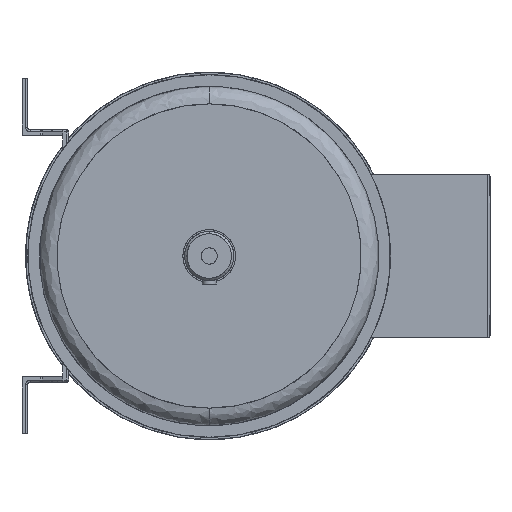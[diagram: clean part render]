
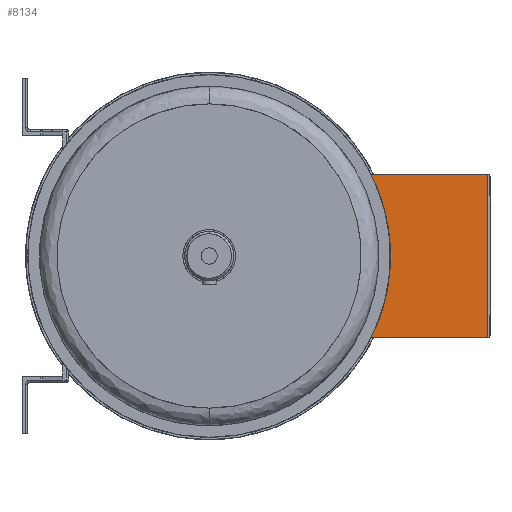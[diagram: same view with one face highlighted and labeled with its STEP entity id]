
A CAD part, left-side view. The second image highlights one B-rep face of the part: STEP entity #8134.
In plain terms, the highlighted free-form (B-spline) face has degree [1, 1] with [2, 2] control points.
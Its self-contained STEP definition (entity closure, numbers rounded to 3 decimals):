
#8134 = ADVANCED_FACE('',(#8135),#8148,.T.);
#8135 = FACE_BOUND('',#8136,.T.);
#8136 = EDGE_LOOP('',(#8137,#8158,#8172,#8186));
#8137 = ORIENTED_EDGE('',*,*,#8138,.T.);
#8138 = EDGE_CURVE('',#8139,#8141,#8143,.T.);
#8139 = VERTEX_POINT('',#8140);
#8140 = CARTESIAN_POINT('',(63.,-138.293,-70.));
#8141 = VERTEX_POINT('',#8142);
#8142 = CARTESIAN_POINT('',(63.,-238.,-70.));
#8143 = SURFACE_CURVE('',#8144,(#8147),.PCURVE_S1.);
#8144 = B_SPLINE_CURVE_WITH_KNOTS('',1,(#8145,#8146),.UNSPECIFIED.,.F.,
  .F.,(2,2),(-0.102,-0.002),.PIECEWISE_BEZIER_KNOTS.);
#8145 = CARTESIAN_POINT('',(63.,-138.293,-70.));
#8146 = CARTESIAN_POINT('',(63.,-238.,-70.));
#8147 = PCURVE('',#8148,#8153);
#8148 = B_SPLINE_SURFACE_WITH_KNOTS('',1,1,(
    (#8149,#8150)
    ,(#8151,#8152
  )),.UNSPECIFIED.,.F.,.F.,.F.,(2,2),(2,2),(-1.,0.),(0.,1.),
  .PIECEWISE_BEZIER_KNOTS.);
#8149 = CARTESIAN_POINT('',(63.,-238.,-70.));
#8150 = CARTESIAN_POINT('',(63.,-137.695,-70.));
#8151 = CARTESIAN_POINT('',(63.,-238.,70.));
#8152 = CARTESIAN_POINT('',(63.,-137.695,70.));
#8153 = DEFINITIONAL_REPRESENTATION('',(#8154),#8157);
#8154 = B_SPLINE_CURVE_WITH_KNOTS('',1,(#8155,#8156),.UNSPECIFIED.,.F.,
  .F.,(2,2),(-0.102,-0.002),.PIECEWISE_BEZIER_KNOTS.);
#8155 = CARTESIAN_POINT('',(-1.,0.994));
#8156 = CARTESIAN_POINT('',(-1.,0.));
#8157 = ( GEOMETRIC_REPRESENTATION_CONTEXT(2) 
PARAMETRIC_REPRESENTATION_CONTEXT() REPRESENTATION_CONTEXT('2D SPACE',''
  ) );
#8158 = ORIENTED_EDGE('',*,*,#8159,.T.);
#8159 = EDGE_CURVE('',#8141,#8160,#8162,.T.);
#8160 = VERTEX_POINT('',#8161);
#8161 = CARTESIAN_POINT('',(63.,-238.,70.));
#8162 = SURFACE_CURVE('',#8163,(#8166),.PCURVE_S1.);
#8163 = B_SPLINE_CURVE_WITH_KNOTS('',1,(#8164,#8165),.UNSPECIFIED.,.F.,
  .F.,(2,2),(-0.14,0.),.PIECEWISE_BEZIER_KNOTS.);
#8164 = CARTESIAN_POINT('',(63.,-238.,-70.));
#8165 = CARTESIAN_POINT('',(63.,-238.,70.));
#8166 = PCURVE('',#8148,#8167);
#8167 = DEFINITIONAL_REPRESENTATION('',(#8168),#8171);
#8168 = B_SPLINE_CURVE_WITH_KNOTS('',1,(#8169,#8170),.UNSPECIFIED.,.F.,
  .F.,(2,2),(-0.14,0.),.PIECEWISE_BEZIER_KNOTS.);
#8169 = CARTESIAN_POINT('',(-1.,0.));
#8170 = CARTESIAN_POINT('',(0.,0.));
#8171 = ( GEOMETRIC_REPRESENTATION_CONTEXT(2) 
PARAMETRIC_REPRESENTATION_CONTEXT() REPRESENTATION_CONTEXT('2D SPACE',''
  ) );
#8172 = ORIENTED_EDGE('',*,*,#8173,.T.);
#8173 = EDGE_CURVE('',#8160,#8174,#8176,.T.);
#8174 = VERTEX_POINT('',#8175);
#8175 = CARTESIAN_POINT('',(63.,-138.293,70.));
#8176 = SURFACE_CURVE('',#8177,(#8180),.PCURVE_S1.);
#8177 = B_SPLINE_CURVE_WITH_KNOTS('',1,(#8178,#8179),.UNSPECIFIED.,.F.,
  .F.,(2,2),(0.002,0.102),.PIECEWISE_BEZIER_KNOTS.);
#8178 = CARTESIAN_POINT('',(63.,-238.,70.));
#8179 = CARTESIAN_POINT('',(63.,-138.293,70.));
#8180 = PCURVE('',#8148,#8181);
#8181 = DEFINITIONAL_REPRESENTATION('',(#8182),#8185);
#8182 = B_SPLINE_CURVE_WITH_KNOTS('',1,(#8183,#8184),.UNSPECIFIED.,.F.,
  .F.,(2,2),(0.002,0.102),.PIECEWISE_BEZIER_KNOTS.);
#8183 = CARTESIAN_POINT('',(0.,0.));
#8184 = CARTESIAN_POINT('',(0.,0.994));
#8185 = ( GEOMETRIC_REPRESENTATION_CONTEXT(2) 
PARAMETRIC_REPRESENTATION_CONTEXT() REPRESENTATION_CONTEXT('2D SPACE',''
  ) );
#8186 = ORIENTED_EDGE('',*,*,#8187,.T.);
#8187 = EDGE_CURVE('',#8174,#8139,#8188,.T.);
#8188 = SURFACE_CURVE('',#8189,(#8194),.PCURVE_S1.);
#8189 = ( BOUNDED_CURVE() B_SPLINE_CURVE(3,(#8190,#8191,#8192,#8193),
.UNSPECIFIED.,.F.,.F.) B_SPLINE_CURVE_WITH_KNOTS((4,4),(4.244,
5.181),.PIECEWISE_BEZIER_KNOTS.) CURVE() 
GEOMETRIC_REPRESENTATION_ITEM() RATIONAL_B_SPLINE_CURVE((1.,
0.928,0.928,1.)) REPRESENTATION_ITEM('') );
#8190 = CARTESIAN_POINT('',(63.,-138.293,70.));
#8191 = CARTESIAN_POINT('',(63.,-161.,25.14));
#8192 = CARTESIAN_POINT('',(63.,-161.,-25.14));
#8193 = CARTESIAN_POINT('',(63.,-138.293,-70.));
#8194 = PCURVE('',#8148,#8195);
#8195 = DEFINITIONAL_REPRESENTATION('',(#8196),#8222);
#8196 = B_SPLINE_CURVE_WITH_KNOTS('',3,(#8197,#8198,#8199,#8200,#8201,
    #8202,#8203,#8204,#8205,#8206,#8207,#8208,#8209,#8210,#8211,#8212,
    #8213,#8214,#8215,#8216,#8217,#8218,#8219,#8220,#8221),
  .UNSPECIFIED.,.F.,.F.,(4,1,1,1,1,1,1,1,1,1,1,1,1,1,1,1,1,1,1,1,1,1,4),
  (4.244,4.286,4.329,4.372,
    4.414,4.457,4.499,4.542,
    4.585,4.627,4.67,4.712,
    4.755,4.798,4.84,4.883,
    4.925,4.968,5.011,5.053,
    5.096,5.138,5.181),
  .QUASI_UNIFORM_KNOTS.);
#8197 = CARTESIAN_POINT('',(0.,0.994));
#8198 = CARTESIAN_POINT('',(-0.014,0.984));
#8199 = CARTESIAN_POINT('',(-0.041,0.966));
#8200 = CARTESIAN_POINT('',(-0.083,0.941));
#8201 = CARTESIAN_POINT('',(-0.127,0.917));
#8202 = CARTESIAN_POINT('',(-0.171,0.897));
#8203 = CARTESIAN_POINT('',(-0.216,0.879));
#8204 = CARTESIAN_POINT('',(-0.262,0.863));
#8205 = CARTESIAN_POINT('',(-0.309,0.85));
#8206 = CARTESIAN_POINT('',(-0.356,0.84));
#8207 = CARTESIAN_POINT('',(-0.404,0.833));
#8208 = CARTESIAN_POINT('',(-0.452,0.828));
#8209 = CARTESIAN_POINT('',(-0.5,0.827));
#8210 = CARTESIAN_POINT('',(-0.548,0.828));
#8211 = CARTESIAN_POINT('',(-0.596,0.833));
#8212 = CARTESIAN_POINT('',(-0.644,0.84));
#8213 = CARTESIAN_POINT('',(-0.691,0.85));
#8214 = CARTESIAN_POINT('',(-0.738,0.863));
#8215 = CARTESIAN_POINT('',(-0.784,0.879));
#8216 = CARTESIAN_POINT('',(-0.829,0.897));
#8217 = CARTESIAN_POINT('',(-0.873,0.917));
#8218 = CARTESIAN_POINT('',(-0.917,0.941));
#8219 = CARTESIAN_POINT('',(-0.959,0.966));
#8220 = CARTESIAN_POINT('',(-0.986,0.984));
#8221 = CARTESIAN_POINT('',(-1.,0.994));
#8222 = ( GEOMETRIC_REPRESENTATION_CONTEXT(2) 
PARAMETRIC_REPRESENTATION_CONTEXT() REPRESENTATION_CONTEXT('2D SPACE',''
  ) );
